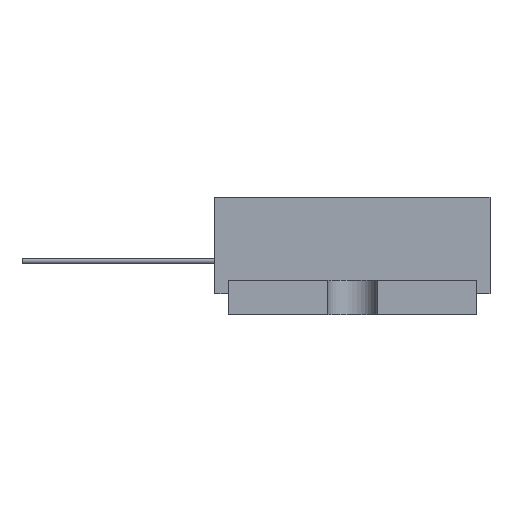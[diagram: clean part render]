
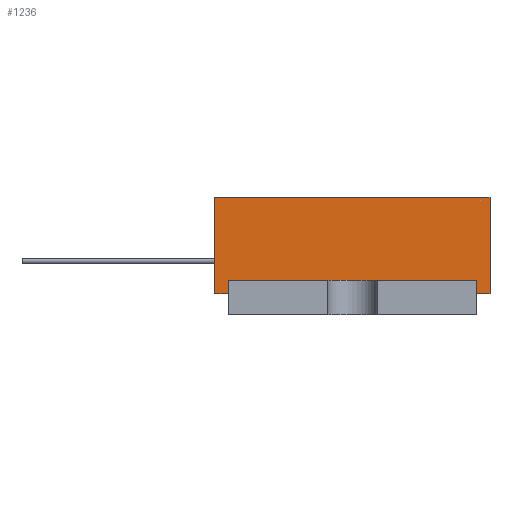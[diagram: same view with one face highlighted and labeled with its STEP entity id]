
A CAD part, left-side view. The second image highlights one B-rep face of the part: STEP entity #1236.
In plain terms, the highlighted planar face has unit normal (-1, 0, 0).
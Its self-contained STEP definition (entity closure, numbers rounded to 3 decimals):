
#1236=ADVANCED_FACE('',(#2447),#2449,.T.);
#2447=FACE_BOUND('',#2448,.T.);
#2448=EDGE_LOOP('',(#3515,#3516,#3517,#3518,#3519,#3520,#3521,#3522));
#2449=PLANE('',#2450);
#2450=AXIS2_PLACEMENT_3D('',#2451,#2452,#2453);
#2451=CARTESIAN_POINT('',(-27.5,10.,1.5));
#2452=DIRECTION('',(-1.,0.,0.));
#2453=DIRECTION('',(0.,-1.,0.));
#3515=ORIENTED_EDGE('',*,*,#4150,.T.);
#3516=ORIENTED_EDGE('',*,*,#4151,.T.);
#3517=ORIENTED_EDGE('',*,*,#4152,.T.);
#3518=ORIENTED_EDGE('',*,*,#4153,.T.);
#3519=ORIENTED_EDGE('',*,*,#3754,.F.);
#3520=ORIENTED_EDGE('',*,*,#4154,.F.);
#3521=ORIENTED_EDGE('',*,*,#4155,.T.);
#3522=ORIENTED_EDGE('',*,*,#4156,.T.);
#3754=EDGE_CURVE('',#4202,#4203,#4204,.T.);
#4150=EDGE_CURVE('',#4864,#4865,#4866,.T.);
#4151=EDGE_CURVE('',#4865,#4867,#4868,.T.);
#4152=EDGE_CURVE('',#4867,#4869,#4870,.T.);
#4153=EDGE_CURVE('',#4869,#4203,#4871,.T.);
#4154=EDGE_CURVE('',#4872,#4202,#4873,.T.);
#4155=EDGE_CURVE('',#4872,#4874,#4875,.T.);
#4156=EDGE_CURVE('',#4874,#4864,#4876,.T.);
#4202=VERTEX_POINT('',#4952);
#4203=VERTEX_POINT('',#4953);
#4204=LINE('',#4954,#4955);
#4864=VERTEX_POINT('',#6436);
#4865=VERTEX_POINT('',#6437);
#4866=LINE('',#6438,#6439);
#4867=VERTEX_POINT('',#6441);
#4868=LINE('',#6442,#6443);
#4869=VERTEX_POINT('',#6445);
#4870=LINE('',#6446,#6447);
#4871=LINE('',#6449,#6450);
#4872=VERTEX_POINT('',#6452);
#4873=LINE('',#6453,#6454);
#4874=VERTEX_POINT('',#6456);
#4875=LINE('',#6457,#6458);
#4876=LINE('',#6460,#6461);
#4952=CARTESIAN_POINT('',(-27.5,10.,8.5));
#4953=CARTESIAN_POINT('',(-27.5,-10.,8.5));
#4954=CARTESIAN_POINT('',(-27.5,10.,8.5));
#4955=VECTOR('',#4956,1.);
#4956=DIRECTION('',(0.,-1.,0.));
#6436=CARTESIAN_POINT('',(-27.5,9.,2.5));
#6437=CARTESIAN_POINT('',(-27.5,-9.,2.5));
#6438=CARTESIAN_POINT('',(-27.5,9.,2.5));
#6439=VECTOR('',#6440,1.);
#6440=DIRECTION('',(0.,-1.,0.));
#6441=CARTESIAN_POINT('',(-27.5,-9.,1.5));
#6442=CARTESIAN_POINT('',(-27.5,-9.,2.5));
#6443=VECTOR('',#6444,1.);
#6444=DIRECTION('',(0.,0.,-1.));
#6445=CARTESIAN_POINT('',(-27.5,-10.,1.5));
#6446=CARTESIAN_POINT('',(-27.5,-9.,1.5));
#6447=VECTOR('',#6448,1.);
#6448=DIRECTION('',(0.,-1.,0.));
#6449=CARTESIAN_POINT('',(-27.5,-10.,1.5));
#6450=VECTOR('',#6451,1.);
#6451=DIRECTION('',(0.,0.,1.));
#6452=CARTESIAN_POINT('',(-27.5,10.,1.5));
#6453=CARTESIAN_POINT('',(-27.5,10.,1.5));
#6454=VECTOR('',#6455,1.);
#6455=DIRECTION('',(0.,0.,1.));
#6456=CARTESIAN_POINT('',(-27.5,9.,1.5));
#6457=CARTESIAN_POINT('',(-27.5,10.,1.5));
#6458=VECTOR('',#6459,1.);
#6459=DIRECTION('',(0.,-1.,0.));
#6460=CARTESIAN_POINT('',(-27.5,9.,1.5));
#6461=VECTOR('',#6462,1.);
#6462=DIRECTION('',(0.,0.,1.));
